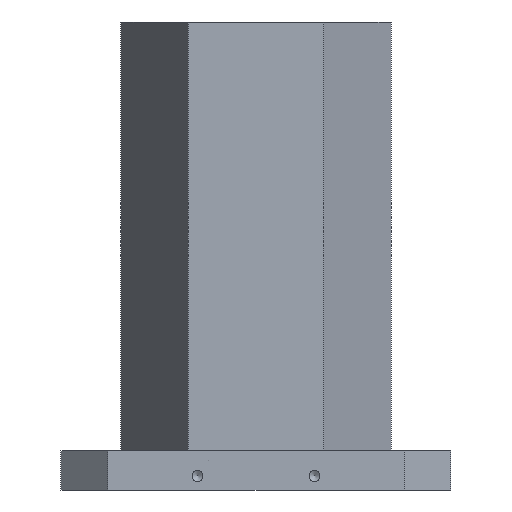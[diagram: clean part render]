
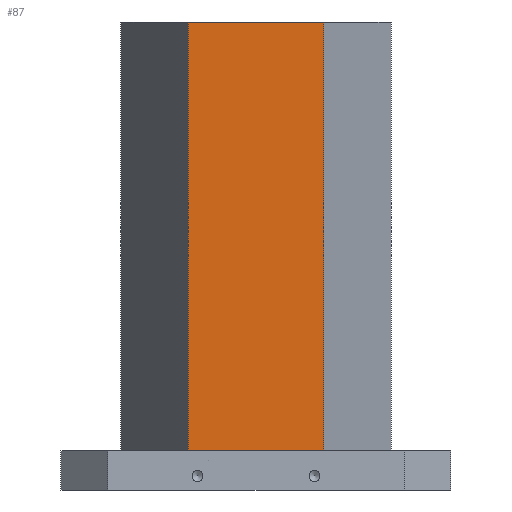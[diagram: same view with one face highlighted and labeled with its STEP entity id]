
A CAD part, front view. The second image highlights one B-rep face of the part: STEP entity #87.
In plain terms, the highlighted planar face has unit normal (0, -1, 0).
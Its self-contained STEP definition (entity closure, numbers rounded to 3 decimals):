
#87 = ADVANCED_FACE( '', ( #242 ), #243, .F. );
#242 = FACE_OUTER_BOUND( '', #599, .T. );
#243 = PLANE( '', #600 );
#599 = EDGE_LOOP( '', ( #1051, #1052, #1053, #1054 ) );
#600 = AXIS2_PLACEMENT_3D( '', #1055, #1056, #1057 );
#1051 = ORIENTED_EDGE( '', *, *, #2087, .F. );
#1052 = ORIENTED_EDGE( '', *, *, #2088, .F. );
#1053 = ORIENTED_EDGE( '', *, *, #2089, .T. );
#1054 = ORIENTED_EDGE( '', *, *, #2090, .F. );
#1055 = CARTESIAN_POINT( '', ( 86.603, -150., 600. ) );
#1056 = DIRECTION( '', ( 0., 1., 0. ) );
#1057 = DIRECTION( '', ( -1., 0., 0. ) );
#2087 = EDGE_CURVE( '', #2492, #2493, #2494, .T. );
#2088 = EDGE_CURVE( '', #2495, #2492, #2496, .T. );
#2089 = EDGE_CURVE( '', #2495, #2497, #2498, .T. );
#2090 = EDGE_CURVE( '', #2493, #2497, #2499, .T. );
#2492 = VERTEX_POINT( '', #3096 );
#2493 = VERTEX_POINT( '', #3097 );
#2494 = LINE( '', #3098, #3099 );
#2495 = VERTEX_POINT( '', #3100 );
#2496 = LINE( '', #3101, #3102 );
#2497 = VERTEX_POINT( '', #3103 );
#2498 = LINE( '', #3104, #3105 );
#2499 = LINE( '', #3106, #3107 );
#3096 = CARTESIAN_POINT( '', ( 86.603, -150., 600. ) );
#3097 = CARTESIAN_POINT( '', ( 86.603, -150., 50. ) );
#3098 = CARTESIAN_POINT( '', ( 86.603, -150., 600. ) );
#3099 = VECTOR( '', #3765, 1000. );
#3100 = CARTESIAN_POINT( '', ( -86.603, -150., 600. ) );
#3101 = CARTESIAN_POINT( '', ( 86.603, -150., 600. ) );
#3102 = VECTOR( '', #3766, 1000. );
#3103 = CARTESIAN_POINT( '', ( -86.603, -150., 50. ) );
#3104 = CARTESIAN_POINT( '', ( -86.603, -150., 600. ) );
#3105 = VECTOR( '', #3767, 1000. );
#3106 = CARTESIAN_POINT( '', ( -250., -150., 50. ) );
#3107 = VECTOR( '', #3768, 1000. );
#3765 = DIRECTION( '', ( 0., 0., -1. ) );
#3766 = DIRECTION( '', ( 1., 0., 0. ) );
#3767 = DIRECTION( '', ( 0., 0., -1. ) );
#3768 = DIRECTION( '', ( -1., 0., 0. ) );
